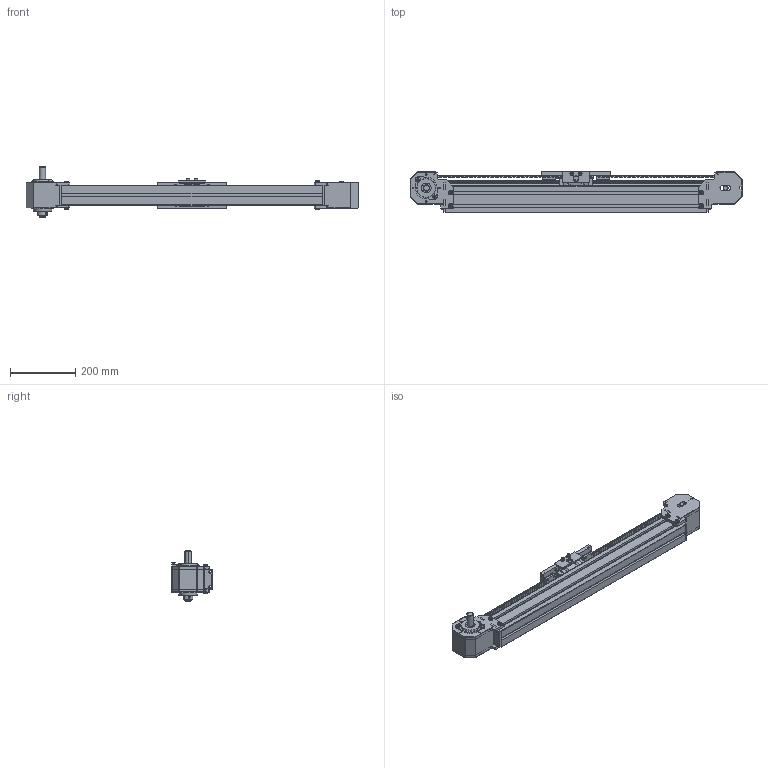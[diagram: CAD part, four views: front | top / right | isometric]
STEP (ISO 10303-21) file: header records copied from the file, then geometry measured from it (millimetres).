
FILE_DESCRIPTION (( 'STEP AP214' ), '1' );
FILE_NAME ('Grundmodell kurzer Wagen.STEP', '2015-04-17T17:47:30', ( '' ), ( '' ), 'SwSTEP 2.0', 'SolidWorks 2012', '' );
FILE_SCHEMA (( 'AUTOMOTIVE_DESIGN' ));
Length unit declared in the file: millimetre
Products named in the file (24): Zahnriemen 400; Wagen kurz; Anschlag; M6 x 10 DIN912; 6,4 DIN125; Fe03-00-04 A Endschalterplatte kurz; Fe03-00-05 Klemmstück; HGW25HC Wagen; Fe03-00-04-1 Platte; Easy-Sprint Grundkörper; Fe03-00-02 Blech; Welle 20 x 150; M8 x 12 DIN912; Achse 15 x 80; M8 x 16 DIN7380; Fe03-00-10; Flanschlager-20; Fe03-00-08; Fe03-00-07; Fe03-00-03; HGW25 Kappe; HGW25 Schiene Easy-Sprint; Aluprofil 80 x 60; Grundmodell kurzer Wagen
Assembly tree (68 placements, depth 3):
  Grundmodell kurzer Wagen
    Easy-Sprint Grundkörper
      Aluprofil 80 x 60
      HGW25 Schiene Easy-Sprint
      HGW25 Kappe  x13
      Fe03-00-03  x2
      Fe03-00-07  x2
      Fe03-00-08  x2
      Flanschlager-20  x2
      Fe03-00-10  x2
      M8 x 16 DIN7380  x2
      Achse 15 x 80
      M8 x 12 DIN912  x8
      Welle 20 x 150
      Fe03-00-02 Blech  x2
    Wagen kurz
      Fe03-00-04-1 Platte
      HGW25HC Wagen
      Fe03-00-05 Klemmstück  x2
      Fe03-00-04 A Endschalterplatte kurz
      6,4 DIN125  x2
      M6 x 10 DIN912  x10
      Anschlag  x4
      M8 x 12 DIN912  x4
    Zahnriemen 400  x2
Bounding box: 1020 x 125.5 x 155 mm (x, y, z)
Volume: 3182619.8 mm3; surface area: 1182646.5 mm2
Topology: 65 solids, 66 shells, 2419 faces, 6292 edges, 4052 vertices
Faces by surface type: plane 1402, cylinder 764, cone 186, torus 48, bspline 19
Entity records: 51970 total; most frequent: CARTESIAN_POINT 9696, ORIENTED_EDGE 7479, DIRECTION 7362, EDGE_CURVE 3741, AXIS2_PLACEMENT_3D 2468, VERTEX_POINT 2456, VECTOR 2426, LINE 2426
